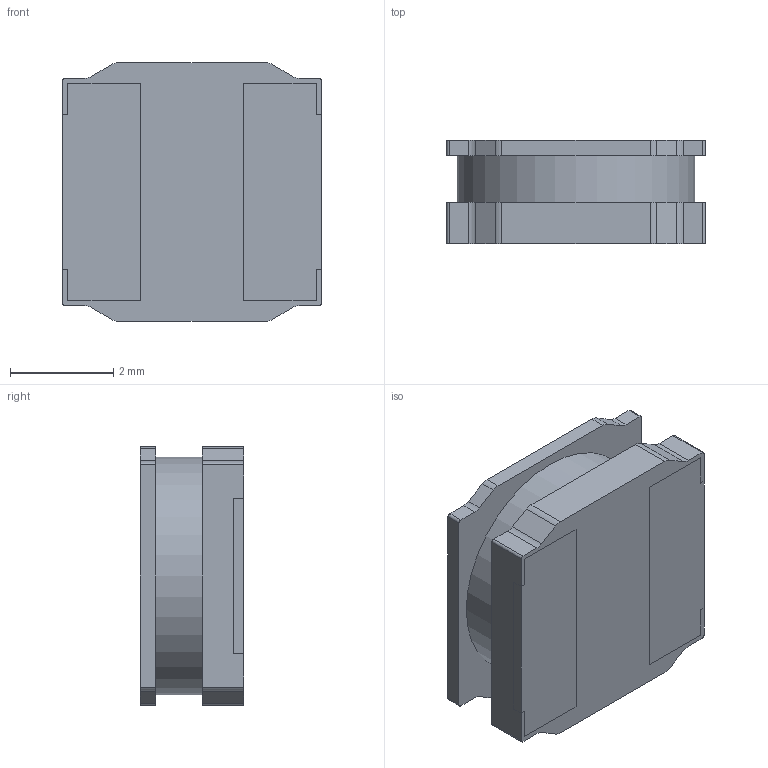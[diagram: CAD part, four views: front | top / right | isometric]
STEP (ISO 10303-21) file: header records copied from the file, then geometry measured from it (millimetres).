
FILE_DESCRIPTION(/* description */ (''),/* implementation_level */ '2;1');
FILE_NAME(/* name */ 'LQH5BPN_T0.step',/* time_stamp */ '2019-05-24T11:59:18+01:00',/* author */ (''),/* organization */ (''),/* preprocessor_version */ 'ST-DEVELOPER v18',/* originating_system */ 'Autodesk Translation Framework v8.2.0.1029',/* authorisation */ '');
FILE_SCHEMA (('AUTOMOTIVE_DESIGN { 1 0 10303 214 3 1 1 }'));
Length unit declared in the file: millimetre
Products named in the file (6): LQH5BPN_T0; Solder_Pad; Solder_pad_1; Bottom; Top; Core
Assembly tree (5 placements, depth 2):
  LQH5BPN_T0
    Solder_Pad
    Solder_pad_1
    Bottom
    Top
    Core
Bounding box: 5 x 2 x 5 mm (x, y, z)
Volume: 41.5 mm3; surface area: 195 mm2
Topology: 5 solids, 5 shells, 91 faces, 245 edges, 164 vertices
Faces by surface type: plane 66, cylinder 25
Full cylindrical faces by diameter (mm): 4.6 x1
Entity records: 3064 total; most frequent: CARTESIAN_POINT 511, DIRECTION 501, ORIENTED_EDGE 490, EDGE_CURVE 245, LINE 193, VECTOR 193, VERTEX_POINT 164, AXIS2_PLACEMENT_3D 154
